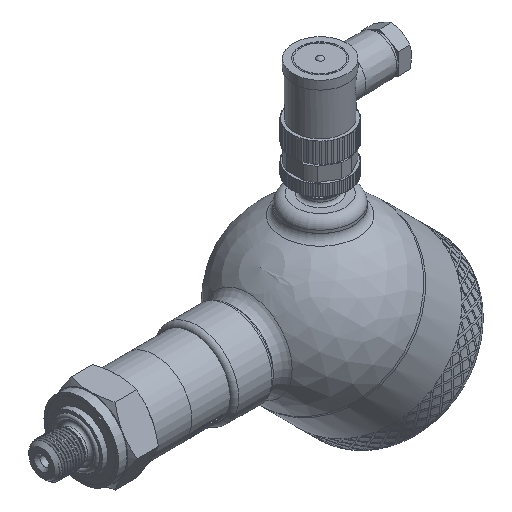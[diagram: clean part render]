
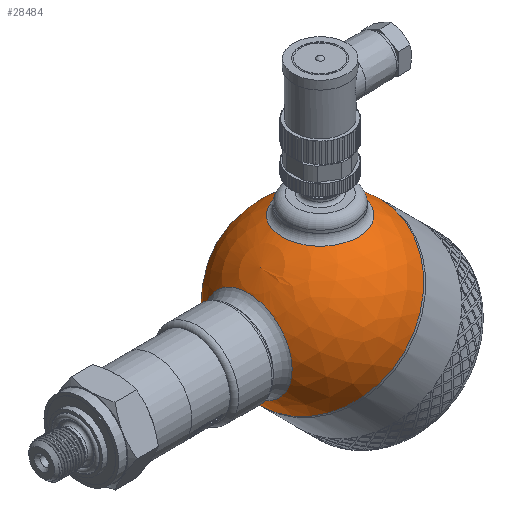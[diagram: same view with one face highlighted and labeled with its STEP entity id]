
A CAD part, isometric view. The second image highlights one B-rep face of the part: STEP entity #28484.
In plain terms, the highlighted spherical face has radius 30 mm.
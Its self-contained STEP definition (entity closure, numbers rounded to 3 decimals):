
#45=SPHERICAL_SURFACE('',#30247,30.);
#1116=FACE_BOUND('',#4309,.T.);
#1117=FACE_BOUND('',#4310,.T.);
#2488=FACE_OUTER_BOUND('',#4308,.T.);
#4308=EDGE_LOOP('',(#20839,#20840,#20841,#20842));
#4309=EDGE_LOOP('',(#20843));
#4310=EDGE_LOOP('',(#20844));
#6042=CIRCLE('',#30170,30.);
#6043=CIRCLE('',#30171,30.);
#6070=CIRCLE('',#30243,13.5);
#6073=CIRCLE('',#30248,30.);
#6074=CIRCLE('',#30249,15.643);
#11581=VERTEX_POINT('',#39404);
#11582=VERTEX_POINT('',#39406);
#12057=VERTEX_POINT('',#45468);
#12059=VERTEX_POINT('',#45475);
#12060=VERTEX_POINT('',#45477);
#14659=EDGE_CURVE('',#11581,#11582,#6042,.T.);
#14660=EDGE_CURVE('',#11582,#11581,#6043,.T.);
#15375=EDGE_CURVE('',#12057,#12057,#6070,.T.);
#15378=EDGE_CURVE('',#11582,#12059,#6073,.T.);
#15379=EDGE_CURVE('',#12060,#12060,#6074,.T.);
#20839=ORIENTED_EDGE('',*,*,#14660,.F.);
#20840=ORIENTED_EDGE('',*,*,#15378,.T.);
#20841=ORIENTED_EDGE('',*,*,#15378,.F.);
#20842=ORIENTED_EDGE('',*,*,#14659,.F.);
#20843=ORIENTED_EDGE('',*,*,#15379,.F.);
#20844=ORIENTED_EDGE('',*,*,#15375,.F.);
#28484=ADVANCED_FACE('',(#2488,#1116,#1117),#45,.T.);
#30170=AXIS2_PLACEMENT_3D('',#39407,#32100,#32101);
#30171=AXIS2_PLACEMENT_3D('',#39408,#32102,#32103);
#30243=AXIS2_PLACEMENT_3D('',#45469,#32498,#32499);
#30247=AXIS2_PLACEMENT_3D('',#45474,#32506,#32507);
#30248=AXIS2_PLACEMENT_3D('',#45476,#32508,#32509);
#30249=AXIS2_PLACEMENT_3D('',#45478,#32510,#32511);
#32100=DIRECTION('center_axis',(1.,0.,0.));
#32101=DIRECTION('ref_axis',(0.,1.,0.));
#32102=DIRECTION('center_axis',(1.,0.,0.));
#32103=DIRECTION('ref_axis',(0.,1.,0.));
#32498=DIRECTION('center_axis',(-0.707,0.,-0.707));
#32499=DIRECTION('ref_axis',(-0.707,0.,0.707));
#32506=DIRECTION('center_axis',(1.,0.,0.));
#32507=DIRECTION('ref_axis',(0.,-1.,0.));
#32508=DIRECTION('center_axis',(0.,0.,1.));
#32509=DIRECTION('ref_axis',(0.,1.,0.));
#32510=DIRECTION('center_axis',(-0.707,0.,0.707));
#32511=DIRECTION('ref_axis',(0.707,0.,0.707));
#39404=CARTESIAN_POINT('',(0.,-30.,0.));
#39406=CARTESIAN_POINT('',(0.,30.,0.));
#39407=CARTESIAN_POINT('Origin',(0.,0.,0.));
#39408=CARTESIAN_POINT('Origin',(0.,0.,0.));
#45468=CARTESIAN_POINT('',(-9.398,0.,-28.49));
#45469=CARTESIAN_POINT('Origin',(-18.944,0.,-18.944));
#45474=CARTESIAN_POINT('Origin',(0.,0.,0.));
#45475=CARTESIAN_POINT('',(-30.,0.,0.));
#45476=CARTESIAN_POINT('Origin',(0.,0.,0.));
#45477=CARTESIAN_POINT('',(-29.162,0.,7.04));
#45478=CARTESIAN_POINT('Origin',(-18.101,0.,18.101));
